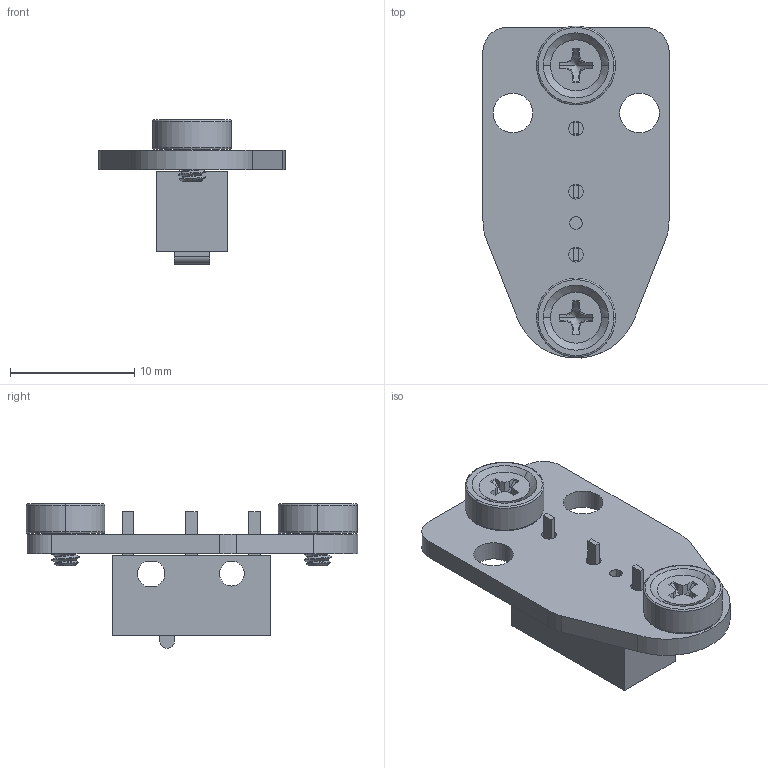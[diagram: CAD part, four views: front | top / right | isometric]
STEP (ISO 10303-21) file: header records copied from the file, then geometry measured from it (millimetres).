
FILE_DESCRIPTION(('KiCad electronic assembly'),'2;1');
FILE_NAME('025mag-PROBE-BOARD_REV2Bot.step','2020-11-24T18:10:26',( 'An Author'),('A Company'),'Open CASCADE STEP processor 6.9', 'KiCad to STEP converter','Unknown');
FILE_SCHEMA(('AUTOMOTIVE_DESIGN { 1 0 10303 214 1 1 1 1 }'));
Length unit declared in the file: millimetre
Products named in the file (7): Open CASCADE STEP translator 6.9 1; D2F_F; COMPOUND; mag.pretty; SOLID
Assembly tree (7 placements, depth 3):
  Open CASCADE STEP translator 6.9 1
    D2F_F
      COMPOUND
    mag.pretty  x2
      SOLID
      SOLID
    COMPOUND
Bounding box: 15 x 26.74 x 11.62 mm (x, y, z)
Volume: 1114.1 mm3; surface area: 1757.2 mm2
Topology: 7 solids, 7 shells, 217 faces, 583 edges, 382 vertices
Faces by surface type: cylinder 91, plane 80, cone 34, torus 8, bspline 4
Full cylindrical faces by diameter (mm): 1.2 x3, 1.6 x2, 3.2 x2
Entity records: 15465 total; most frequent: CARTESIAN_POINT 7752, DIRECTION 1245, LINE 743, VECTOR 743, ORIENTED_EDGE 732, PCURVE 732, DEFINITIONAL_REPRESENTATION 732, EDGE_CURVE 366
